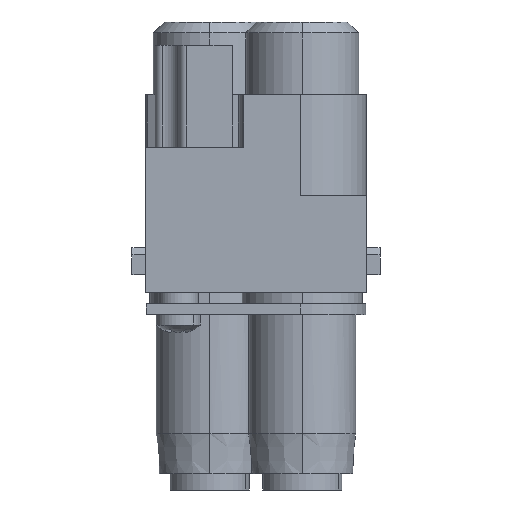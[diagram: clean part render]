
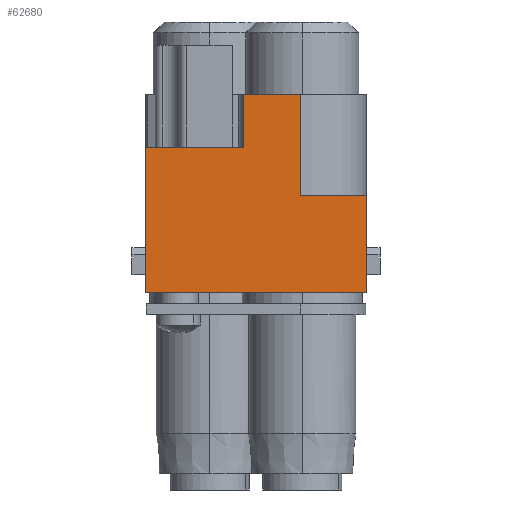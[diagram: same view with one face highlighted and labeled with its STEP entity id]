
A CAD part, left-side view. The second image highlights one B-rep face of the part: STEP entity #62680.
In plain terms, the highlighted face is planar.
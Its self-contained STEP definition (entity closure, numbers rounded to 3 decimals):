
#970=CARTESIAN_POINT('',(7.3,0.7,
-1.7));
#980=VERTEX_POINT('',#970);
#1130=CARTESIAN_POINT('',(7.3,-6.5,-1.7));
#1140=VERTEX_POINT('',#1130);
#1170=CARTESIAN_POINT('',(7.3,20.6,-1.7));
#1180=DIRECTION('',(0.,-1.,0.));
#1190=VECTOR('',#1180,1.);
#1200=LINE('',#1170,#1190);
#1210=EDGE_CURVE('',#980,#1140,#1200,.T.);
#2340=CARTESIAN_POINT('',(7.3,20.6,-15.2));
#2350=VERTEX_POINT('',#2340);
#2380=CARTESIAN_POINT('',(7.3,20.6,-0.05));
#2390=DIRECTION('',(0.,0.,1.));
#2400=VECTOR('',#2390,1.);
#2410=LINE('',#2380,#2400);
#2420=CARTESIAN_POINT('',(7.3,20.6,15.1));
#2430=VERTEX_POINT('',#2420);
#2440=EDGE_CURVE('',#2350,#2430,#2410,.T.);
#4390=CARTESIAN_POINT('',(7.3,20.6,15.1));
#4400=DIRECTION('',(0.,-1.,0.));
#4410=VECTOR('',#4400,1.);
#4420=LINE('',#4390,#4410);
#4430=CARTESIAN_POINT('',(7.3,7.4,15.1));
#4440=VERTEX_POINT('',#4430);
#4450=EDGE_CURVE('',#2430,#4440,#4420,.T.);
#5810=CARTESIAN_POINT('',(7.3,-6.5,6.1));
#5820=VERTEX_POINT('',#5810);
#5850=CARTESIAN_POINT('',(7.3,-6.5,-0.05));
#5860=DIRECTION('',(0.,0.,1.));
#5870=VECTOR('',#5860,1.);
#5880=LINE('',#5850,#5870);
#5890=EDGE_CURVE('',#1140,#5820,#5880,.T.);
#18680=CARTESIAN_POINT('',(7.3,0.7,
-0.05));
#18690=DIRECTION('',(0.,0.,1.));
#18700=VECTOR('',#18690,1.);
#18710=LINE('',#18680,#18700);
#18720=CARTESIAN_POINT('',(7.3,0.7,-15.2));
#18730=VERTEX_POINT('',#18720);
#18740=EDGE_CURVE('',#18730,#980,#18710,.T.);
#62360=CARTESIAN_POINT('',(7.3,20.6,-15.2));
#62370=DIRECTION('',(-1.,-0.,-0.));
#62380=DIRECTION('',(0.,0.,-1.));
#62390=AXIS2_PLACEMENT_3D('',#62360,#62370,#62380);
#62400=PLANE('',#62390);
#62410=CARTESIAN_POINT('',(7.3,7.4,-0.05));
#62420=DIRECTION('',(0.,0.,1.));
#62430=VECTOR('',#62420,1.);
#62440=LINE('',#62410,#62430);
#62450=CARTESIAN_POINT('',(7.3,7.4,6.1));
#62460=VERTEX_POINT('',#62450);
#62470=EDGE_CURVE('',#62460,#4440,#62440,.T.);
#62480=ORIENTED_EDGE('',*,*,#62470,.F.);
#62490=ORIENTED_EDGE('',*,*,#4450,.T.);
#62500=ORIENTED_EDGE('',*,*,#2440,.T.);
#62510=CARTESIAN_POINT('',(7.3,20.6,-15.2));
#62520=DIRECTION('',(0.,-1.,0.));
#62530=VECTOR('',#62520,1.);
#62540=LINE('',#62510,#62530);
#62550=EDGE_CURVE('',#2350,#18730,#62540,.T.);
#62560=ORIENTED_EDGE('',*,*,#62550,.F.);
#62570=ORIENTED_EDGE('',*,*,#18740,.F.);
#62580=ORIENTED_EDGE('',*,*,#1210,.F.);
#62590=ORIENTED_EDGE('',*,*,#5890,.F.);
#62600=CARTESIAN_POINT('',(7.3,-6.5,6.1));
#62610=DIRECTION('',(0.,1.,0.));
#62620=VECTOR('',#62610,1.);
#62630=LINE('',#62600,#62620);
#62640=EDGE_CURVE('',#5820,#62460,#62630,.T.);
#62650=ORIENTED_EDGE('',*,*,#62640,.F.);
#62660=EDGE_LOOP('',(#62650,#62590,#62580,#62570,#62560,#62500,#62490,
#62480));
#62670=FACE_OUTER_BOUND('',#62660,.T.);
#62680=ADVANCED_FACE('',(#62670),#62400,.F.);
